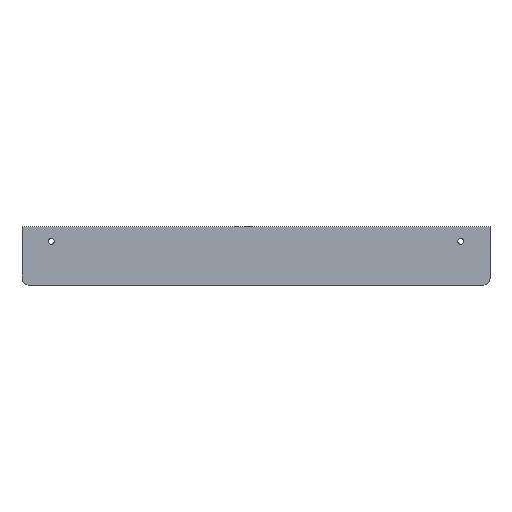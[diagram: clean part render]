
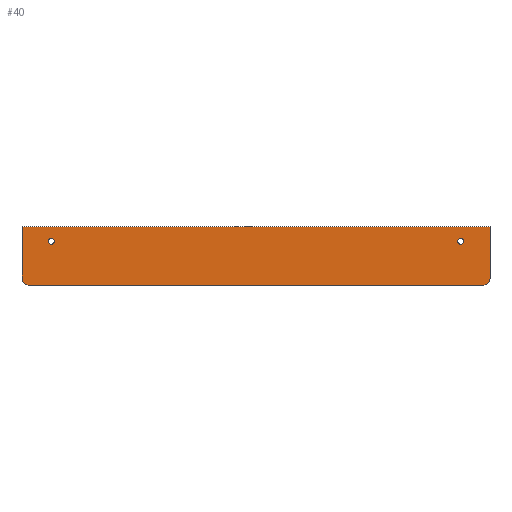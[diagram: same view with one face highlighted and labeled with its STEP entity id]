
A CAD part, top view. The second image highlights one B-rep face of the part: STEP entity #40.
In plain terms, the highlighted planar face has unit normal (0, 0, 1).
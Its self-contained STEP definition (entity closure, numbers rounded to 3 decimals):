
#40 = ADVANCED_FACE( '', ( #81, #82, #83 ), #84, .T. );
#81 = FACE_BOUND( '', #124, .T. );
#82 = FACE_BOUND( '', #125, .T. );
#83 = FACE_OUTER_BOUND( '', #126, .T. );
#84 = PLANE( '', #127 );
#124 = EDGE_LOOP( '', ( #173 ) );
#125 = EDGE_LOOP( '', ( #174 ) );
#126 = EDGE_LOOP( '', ( #175, #176, #177, #178, #179, #180 ) );
#127 = AXIS2_PLACEMENT_3D( '', #181, #182, #183 );
#173 = ORIENTED_EDGE( '', *, *, #248, .T. );
#174 = ORIENTED_EDGE( '', *, *, #235, .T. );
#175 = ORIENTED_EDGE( '', *, *, #249, .T. );
#176 = ORIENTED_EDGE( '', *, *, #250, .T. );
#177 = ORIENTED_EDGE( '', *, *, #243, .T. );
#178 = ORIENTED_EDGE( '', *, *, #251, .T. );
#179 = ORIENTED_EDGE( '', *, *, #240, .T. );
#180 = ORIENTED_EDGE( '', *, *, #252, .T. );
#181 = CARTESIAN_POINT( '', ( 0., 0., 1.905 ) );
#182 = DIRECTION( '', ( 0., 0., 1. ) );
#183 = DIRECTION( '', ( 1., 0., 0. ) );
#235 = EDGE_CURVE( '', #267, #267, #268, .T. );
#240 = EDGE_CURVE( '', #277, #275, #278, .T. );
#243 = EDGE_CURVE( '', #281, #282, #283, .T. );
#248 = EDGE_CURVE( '', #290, #290, #291, .T. );
#249 = EDGE_CURVE( '', #292, #293, #294, .T. );
#250 = EDGE_CURVE( '', #293, #281, #295, .T. );
#251 = EDGE_CURVE( '', #282, #277, #296, .T. );
#252 = EDGE_CURVE( '', #275, #292, #297, .T. );
#267 = VERTEX_POINT( '', #315 );
#268 = CIRCLE( '', #316, 2.553 );
#275 = VERTEX_POINT( '', #324 );
#277 = VERTEX_POINT( '', #327 );
#278 = LINE( '', #328, #329 );
#281 = VERTEX_POINT( '', #333 );
#282 = VERTEX_POINT( '', #334 );
#283 = LINE( '', #335, #336 );
#290 = VERTEX_POINT( '', #346 );
#291 = CIRCLE( '', #347, 2.553 );
#292 = VERTEX_POINT( '', #348 );
#293 = VERTEX_POINT( '', #349 );
#294 = LINE( '', #350, #351 );
#295 = CIRCLE( '', #352, 6.35 );
#296 = LINE( '', #353, #354 );
#297 = CIRCLE( '', #355, 6.35 );
#315 = CARTESIAN_POINT( '', ( -174.454, 12.7, 1.905 ) );
#316 = AXIS2_PLACEMENT_3D( '', #376, #377, #378 );
#324 = CARTESIAN_POINT( '', ( -202.406, -19.05, 1.905 ) );
#327 = CARTESIAN_POINT( '', ( -202.406, 25.4, 1.905 ) );
#328 = CARTESIAN_POINT( '', ( -202.406, 25.4, 1.905 ) );
#329 = VECTOR( '', #384, 1000. );
#333 = CARTESIAN_POINT( '', ( 202.406, -19.05, 1.905 ) );
#334 = CARTESIAN_POINT( '', ( 202.406, 25.4, 1.905 ) );
#335 = CARTESIAN_POINT( '', ( 202.406, -25.4, 1.905 ) );
#336 = VECTOR( '', #386, 1000. );
#346 = CARTESIAN_POINT( '', ( 179.559, 12.7, 1.905 ) );
#347 = AXIS2_PLACEMENT_3D( '', #390, #391, #392 );
#348 = CARTESIAN_POINT( '', ( -196.056, -25.4, 1.905 ) );
#349 = CARTESIAN_POINT( '', ( 196.056, -25.4, 1.905 ) );
#350 = CARTESIAN_POINT( '', ( -202.406, -25.4, 1.905 ) );
#351 = VECTOR( '', #393, 1000. );
#352 = AXIS2_PLACEMENT_3D( '', #394, #395, #396 );
#353 = CARTESIAN_POINT( '', ( 202.406, 25.4, 1.905 ) );
#354 = VECTOR( '', #397, 1000. );
#355 = AXIS2_PLACEMENT_3D( '', #398, #399, #400 );
#376 = CARTESIAN_POINT( '', ( -177.006, 12.7, 1.905 ) );
#377 = DIRECTION( '', ( 0., 0., -1. ) );
#378 = DIRECTION( '', ( 1., 0., 0. ) );
#384 = DIRECTION( '', ( 0., -1., 0. ) );
#386 = DIRECTION( '', ( 0., 1., 0. ) );
#390 = CARTESIAN_POINT( '', ( 177.006, 12.7, 1.905 ) );
#391 = DIRECTION( '', ( 0., 0., -1. ) );
#392 = DIRECTION( '', ( 1., 0., 0. ) );
#393 = DIRECTION( '', ( 1., 0., 0. ) );
#394 = CARTESIAN_POINT( '', ( 196.056, -19.05, 1.905 ) );
#395 = DIRECTION( '', ( 0., 0., 1. ) );
#396 = DIRECTION( '', ( 1., 0., 0. ) );
#397 = DIRECTION( '', ( -1., 0., 0. ) );
#398 = CARTESIAN_POINT( '', ( -196.056, -19.05, 1.905 ) );
#399 = DIRECTION( '', ( 0., 0., 1. ) );
#400 = DIRECTION( '', ( 1., 0., 0. ) );
